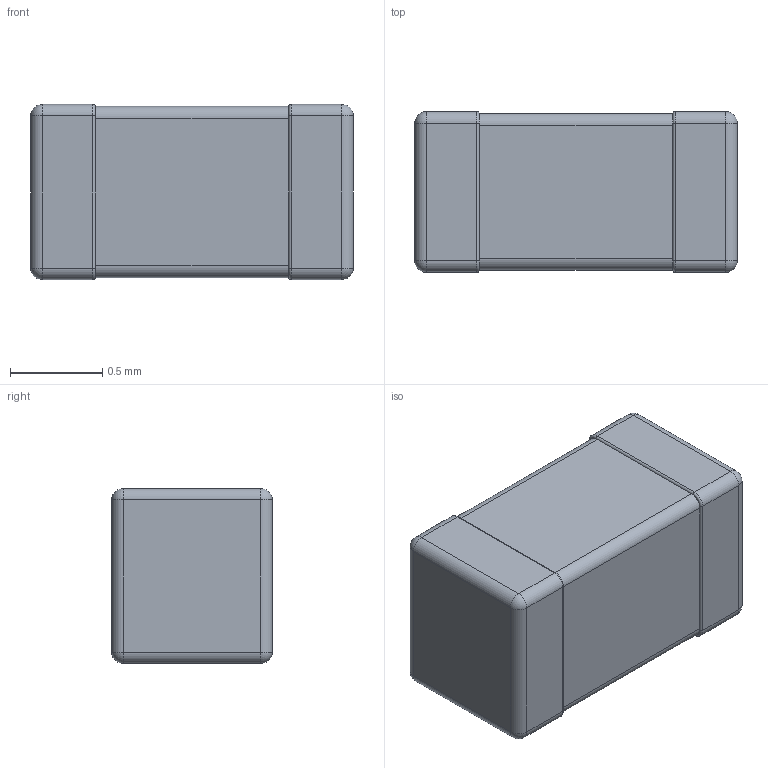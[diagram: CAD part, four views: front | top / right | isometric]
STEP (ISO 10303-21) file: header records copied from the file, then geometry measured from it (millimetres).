
FILE_DESCRIPTION (( 'STEP AP214' ), '1' );
FILE_NAME ('CCS0603_L1.75W0.95T0.87B0.35.STEP', '2016-06-07T19:31:39', ( '' ), ( '' ), 'SwSTEP 2.0', 'SolidWorks 2014', '' );
FILE_SCHEMA (( 'AUTOMOTIVE_DESIGN' ));
Length unit declared in the file: millimetre
Products named in the file (3): CCS0603_L1.75W0.95T0.87B0.35; Termination_10; Base_10
Assembly tree (3 placements, depth 2):
  CCS0603_L1.75W0.95T0.87B0.35
    Base_10
    Termination_10  x2
Bounding box: 1.75 x 0.87 x 0.95 mm (x, y, z)
Volume: 1.4 mm3; surface area: 13.9 mm2
Topology: 6 solids, 6 shells, 175 faces, 423 edges, 236 vertices
Faces by surface type: plane 91, cylinder 52, sphere 24, torus 8
Entity records: 4373 total; most frequent: CARTESIAN_POINT 640, DIRECTION 637, ORIENTED_EDGE 600, EDGE_CURVE 300, VECTOR 217, LINE 217, AXIS2_PLACEMENT_3D 210, VERTEX_POINT 181
